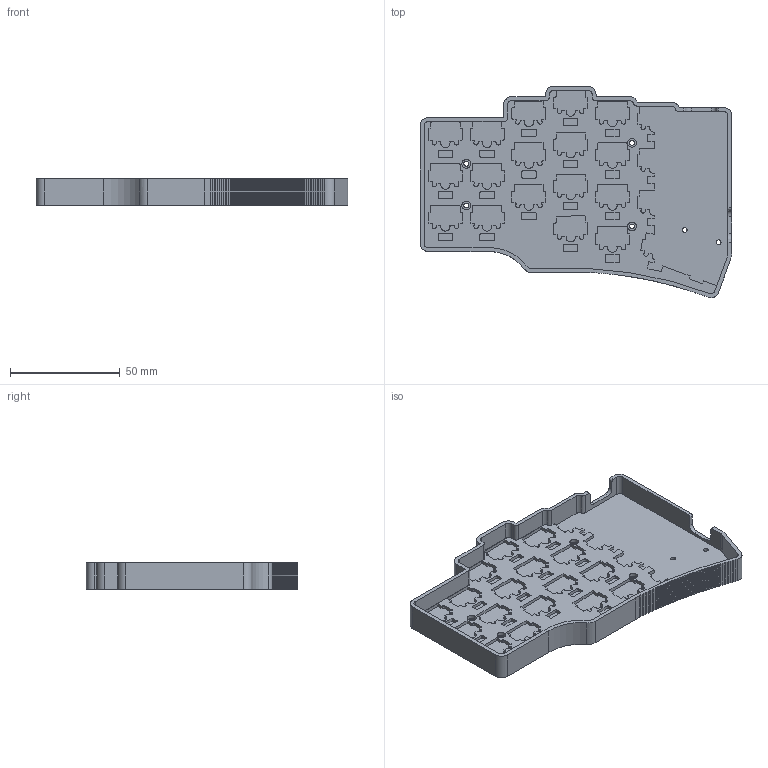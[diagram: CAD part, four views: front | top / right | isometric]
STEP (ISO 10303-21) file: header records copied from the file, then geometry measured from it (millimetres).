
FILE_DESCRIPTION(/* description */ (''),/* implementation_level */ '2;1');
FILE_NAME(/* name */ 'Jaye 44 case for v0.0_.step',/* time_stamp */ '2023-11-18T19:41:27+05:00',/* author */ (''),/* organization */ (''),/* preprocessor_version */ 'ST-DEVELOPER v20',/* originating_system */ 'Autodesk Translation Framework v12.14.0.127',/* authorisation */ '');
FILE_SCHEMA (('AUTOMOTIVE_DESIGN { 1 0 10303 214 3 1 1 }'));
Length unit declared in the file: millimetre
Products named in the file (1): neriit
Bounding box: 142.14 x 96.47 x 12.1 mm (x, y, z)
Volume: 40199.6 mm3; surface area: 32820.1 mm2
Topology: 1 solids, 1 shells, 1023 faces, 2909 edges, 1938 vertices
Faces by surface type: plane 539, cylinder 409, bspline 69, torus 6
Full cylindrical faces by diameter (mm): 2.2 x6, 4 x10, 6 x6
Entity records: 34377 total; most frequent: CARTESIAN_POINT 7350, ORIENTED_EDGE 5818, DIRECTION 5495, EDGE_CURVE 2909, VERTEX_POINT 1938, LINE 1923, VECTOR 1923, AXIS2_PLACEMENT_3D 1786
